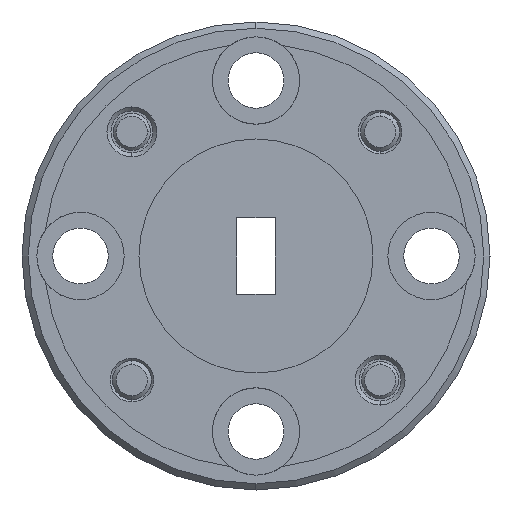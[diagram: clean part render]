
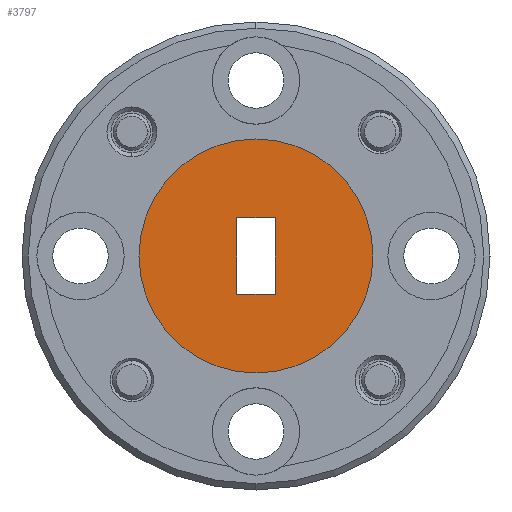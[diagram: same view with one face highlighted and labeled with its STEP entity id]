
A CAD part, left-side view. The second image highlights one B-rep face of the part: STEP entity #3797.
In plain terms, the highlighted planar face has unit normal (-1, 0, 0).
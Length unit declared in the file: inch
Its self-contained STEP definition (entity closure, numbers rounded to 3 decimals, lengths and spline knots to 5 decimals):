
#26 = DIRECTION ( 'NONE',  ( 1., 0., 0. ) ) ;
#191 = VECTOR ( 'NONE', #3703, 39.37008 ) ;
#261 = CIRCLE ( 'NONE', #2952, 0.1875 ) ;
#283 = CARTESIAN_POINT ( 'NONE',  ( -3.19468, 0.78669, 0.94848 ) ) ;
#353 = VERTEX_POINT ( 'NONE', #1561 ) ;
#373 = EDGE_CURVE ( 'NONE', #410, #2022, #3919, .T. ) ;
#410 = VERTEX_POINT ( 'NONE', #2935 ) ;
#562 = EDGE_CURVE ( 'NONE', #2022, #353, #808, .T. ) ;
#610 = DIRECTION ( 'NONE',  ( 0., 0., -1. ) ) ;
#808 = LINE ( 'NONE', #283, #191 ) ;
#950 = FACE_BOUND ( 'NONE', #3805, .T. ) ;
#953 = VERTEX_POINT ( 'NONE', #2606 ) ;
#1156 = ORIENTED_EDGE ( 'NONE', *, *, #3385, .F. ) ;
#1193 = VECTOR ( 'NONE', #610, 39.37008 ) ;
#1328 = ORIENTED_EDGE ( 'NONE', *, *, #562, .F. ) ;
#1422 = EDGE_LOOP ( 'NONE', ( #1156, #3795 ) ) ;
#1477 = CARTESIAN_POINT ( 'NONE',  ( -3.19468, 0.75619, 0.94848 ) ) ;
#1541 = CARTESIAN_POINT ( 'NONE',  ( -3.19468, 0.97419, 0.88748 ) ) ;
#1561 = CARTESIAN_POINT ( 'NONE',  ( -3.19468, 0.81719, 0.94848 ) ) ;
#1567 = LINE ( 'NONE', #2334, #3619 ) ;
#1893 = DIRECTION ( 'NONE',  ( 0., 0., 1. ) ) ;
#2022 = VERTEX_POINT ( 'NONE', #1477 ) ;
#2089 = CARTESIAN_POINT ( 'NONE',  ( -3.19468, 0.81719, 0.82648 ) ) ;
#2206 = CIRCLE ( 'NONE', #4210, 0.1875 ) ;
#2220 = PLANE ( 'NONE',  #3522 ) ;
#2334 = CARTESIAN_POINT ( 'NONE',  ( -3.19468, 0.78669, 0.82648 ) ) ;
#2519 = EDGE_CURVE ( 'NONE', #4174, #953, #261, .T. ) ;
#2606 = CARTESIAN_POINT ( 'NONE',  ( -3.19468, 0.78669, 1.07498 ) ) ;
#2745 = EDGE_CURVE ( 'NONE', #3551, #410, #1567, .T. ) ;
#2935 = CARTESIAN_POINT ( 'NONE',  ( -3.19468, 0.75619, 0.82648 ) ) ;
#2942 = DIRECTION ( 'NONE',  ( 1., 0., 0. ) ) ;
#2943 = ORIENTED_EDGE ( 'NONE', *, *, #3891, .F. ) ;
#2952 = AXIS2_PLACEMENT_3D ( 'NONE', #3318, #2942, #1893 ) ;
#3017 = CARTESIAN_POINT ( 'NONE',  ( -3.19468, 0.81719, 0.88748 ) ) ;
#3242 = CARTESIAN_POINT ( 'NONE',  ( -3.19468, 0.75619, 0.88748 ) ) ;
#3264 = DIRECTION ( 'NONE',  ( 1., 0., 0. ) ) ;
#3305 = DIRECTION ( 'NONE',  ( 0., 0., -1. ) ) ;
#3318 = CARTESIAN_POINT ( 'NONE',  ( -3.19468, 0.78669, 0.88748 ) ) ;
#3383 = DIRECTION ( 'NONE',  ( 0., -1., 0. ) ) ;
#3385 = EDGE_CURVE ( 'NONE', #953, #4174, #2206, .T. ) ;
#3386 = DIRECTION ( 'NONE',  ( 0., 0., 1. ) ) ;
#3522 = AXIS2_PLACEMENT_3D ( 'NONE', #1541, #3264, #3305 ) ;
#3526 = ORIENTED_EDGE ( 'NONE', *, *, #2745, .F. ) ;
#3544 = VECTOR ( 'NONE', #4289, 39.37008 ) ;
#3551 = VERTEX_POINT ( 'NONE', #2089 ) ;
#3569 = LINE ( 'NONE', #3017, #1193 ) ;
#3619 = VECTOR ( 'NONE', #3383, 39.37008 ) ;
#3703 = DIRECTION ( 'NONE',  ( 0., 1., 0. ) ) ;
#3795 = ORIENTED_EDGE ( 'NONE', *, *, #2519, .F. ) ;
#3797 = ADVANCED_FACE ( 'NONE', ( #3944, #950 ), #2220, .F. ) ;
#3805 = EDGE_LOOP ( 'NONE', ( #4131, #3526, #2943, #1328 ) ) ;
#3891 = EDGE_CURVE ( 'NONE', #353, #3551, #3569, .T. ) ;
#3919 = LINE ( 'NONE', #3242, #3544 ) ;
#3944 = FACE_OUTER_BOUND ( 'NONE', #1422, .T. ) ;
#3981 = CARTESIAN_POINT ( 'NONE',  ( -3.19468, 0.78669, 0.88748 ) ) ;
#4058 = CARTESIAN_POINT ( 'NONE',  ( -3.19468, 0.78669, 0.69998 ) ) ;
#4131 = ORIENTED_EDGE ( 'NONE', *, *, #373, .F. ) ;
#4174 = VERTEX_POINT ( 'NONE', #4058 ) ;
#4210 = AXIS2_PLACEMENT_3D ( 'NONE', #3981, #26, #3386 ) ;
#4289 = DIRECTION ( 'NONE',  ( 0., 0., 1. ) ) ;
